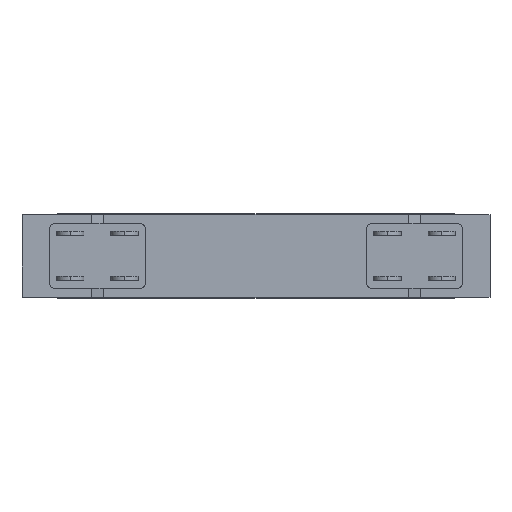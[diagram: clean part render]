
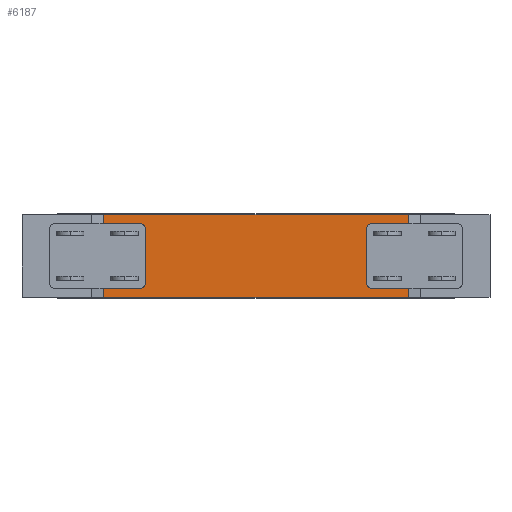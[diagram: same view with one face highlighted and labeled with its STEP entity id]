
A CAD part, top view. The second image highlights one B-rep face of the part: STEP entity #6187.
In plain terms, the highlighted planar face has unit normal (0, 0, 1).
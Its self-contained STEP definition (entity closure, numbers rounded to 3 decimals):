
#109 = EDGE_CURVE ( 'NONE', #6594, #5751, #2899, .T. ) ;
#949 = CARTESIAN_POINT ( 'NONE',  ( -12800., 1369.2, -960. ) ) ;
#1244 = CARTESIAN_POINT ( 'NONE',  ( -2700., -1369.2, -960. ) ) ;
#1589 = CARTESIAN_POINT ( 'NONE',  ( -12800., -456.4, -960. ) ) ;
#1598 = EDGE_CURVE ( 'NONE', #5751, #5144, #6486, .T. ) ;
#1942 = FACE_OUTER_BOUND ( 'NONE', #6906, .T. ) ;
#1984 = CARTESIAN_POINT ( 'NONE',  ( -12800., -1369.2, -960. ) ) ;
#2087 = AXIS2_PLACEMENT_3D ( 'NONE', #5732, #6275, #2952 ) ;
#2096 = CARTESIAN_POINT ( 'NONE',  ( -9433.333, 1369.2, -960. ) ) ;
#2220 = EDGE_CURVE ( 'NONE', #2751, #6594, #6548, .T. ) ;
#2530 = CARTESIAN_POINT ( 'NONE',  ( -12800., 1369.2, -960. ) ) ;
#2571 = EDGE_CURVE ( 'NONE', #5144, #2751, #4579, .T. ) ;
#2715 = CARTESIAN_POINT ( 'NONE',  ( -12800., -1369.2, -960. ) ) ;
#2725 = CARTESIAN_POINT ( 'NONE',  ( -2700., 1369.2, -960. ) ) ;
#2751 = VERTEX_POINT ( 'NONE', #1984 ) ;
#2899 = B_SPLINE_CURVE_WITH_KNOTS ( 'NONE', 3,
 ( #1244, #3184, #5469, #2725 ),
 .UNSPECIFIED., .F., .F.,
 ( 4, 4 ),
 ( 0., 1. ),
 .UNSPECIFIED. ) ;
#2952 = DIRECTION ( 'NONE',  ( 1., 0., 0. ) ) ;
#3026 = CARTESIAN_POINT ( 'NONE',  ( -2700., 1369.2, -960. ) ) ;
#3184 = CARTESIAN_POINT ( 'NONE',  ( -2700., -456.4, -960. ) ) ;
#4076 = PLANE ( 'NONE',  #2087 ) ;
#4303 = CARTESIAN_POINT ( 'NONE',  ( -9433.333, -1369.2, -960. ) ) ;
#4429 = ORIENTED_EDGE ( 'NONE', *, *, #2220, .T. ) ;
#4579 = B_SPLINE_CURVE_WITH_KNOTS ( 'NONE', 3,
 ( #949, #6529, #1589, #5908 ),
 .UNSPECIFIED., .F., .F.,
 ( 4, 4 ),
 ( 0., 1. ),
 .UNSPECIFIED. ) ;
#4687 = CARTESIAN_POINT ( 'NONE',  ( -12800., 1369.2, -960. ) ) ;
#4703 = CARTESIAN_POINT ( 'NONE',  ( -2700., -1369.2, -960. ) ) ;
#4837 = CARTESIAN_POINT ( 'NONE',  ( -6066.667, 1369.2, -960. ) ) ;
#4844 = CARTESIAN_POINT ( 'NONE',  ( -6066.667, -1369.2, -960. ) ) ;
#5001 = ORIENTED_EDGE ( 'NONE', *, *, #2571, .T. ) ;
#5144 = VERTEX_POINT ( 'NONE', #4687 ) ;
#5469 = CARTESIAN_POINT ( 'NONE',  ( -2700., 456.4, -960. ) ) ;
#5732 = CARTESIAN_POINT ( 'NONE',  ( 0., 0., -960. ) ) ;
#5735 = ORIENTED_EDGE ( 'NONE', *, *, #109, .T. ) ;
#5751 = VERTEX_POINT ( 'NONE', #3026 ) ;
#5810 = CARTESIAN_POINT ( 'NONE',  ( -2700., 1369.2, -960. ) ) ;
#5908 = CARTESIAN_POINT ( 'NONE',  ( -12800., -1369.2, -960. ) ) ;
#5985 = CARTESIAN_POINT ( 'NONE',  ( -2700., -1369.2, -960. ) ) ;
#6187 = ADVANCED_FACE ( 'NONE', ( #1942 ), #4076, .T. ) ;
#6275 = DIRECTION ( 'NONE',  ( 0., 0., 1. ) ) ;
#6293 = ORIENTED_EDGE ( 'NONE', *, *, #1598, .T. ) ;
#6486 = B_SPLINE_CURVE_WITH_KNOTS ( 'NONE', 3,
 ( #5810, #4837, #2096, #2530 ),
 .UNSPECIFIED., .F., .F.,
 ( 4, 4 ),
 ( 0., 1. ),
 .UNSPECIFIED. ) ;
#6529 = CARTESIAN_POINT ( 'NONE',  ( -12800., 456.4, -960. ) ) ;
#6548 = B_SPLINE_CURVE_WITH_KNOTS ( 'NONE', 3,
 ( #2715, #4303, #4844, #5985 ),
 .UNSPECIFIED., .F., .F.,
 ( 4, 4 ),
 ( 0., 1. ),
 .UNSPECIFIED. ) ;
#6594 = VERTEX_POINT ( 'NONE', #4703 ) ;
#6906 = EDGE_LOOP ( 'NONE', ( #5735, #6293, #5001, #4429 ) ) ;
